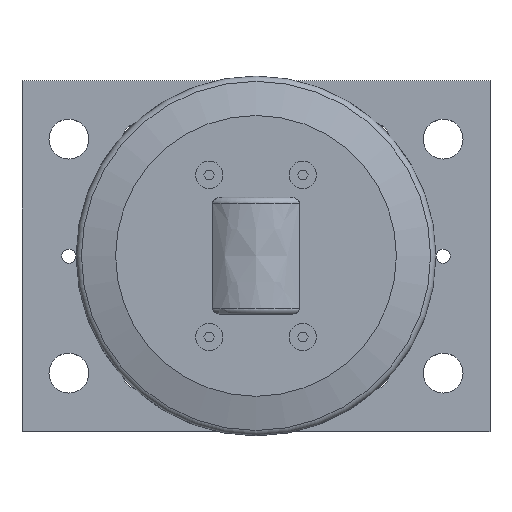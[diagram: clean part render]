
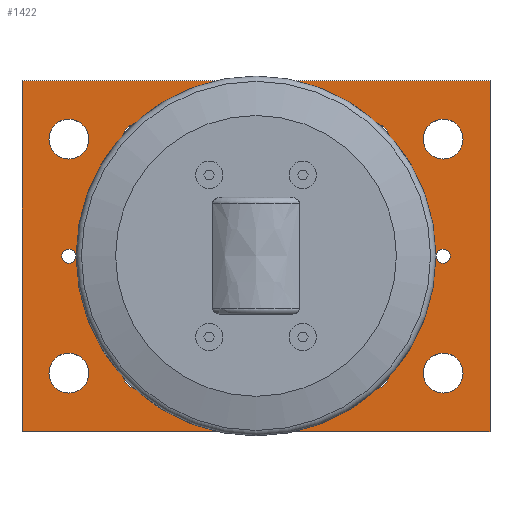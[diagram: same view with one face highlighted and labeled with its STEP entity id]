
A CAD part, top view. The second image highlights one B-rep face of the part: STEP entity #1422.
In plain terms, the highlighted planar face has unit normal (0, 0, 1).
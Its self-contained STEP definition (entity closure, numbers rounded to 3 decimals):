
#49=FACE_BOUND('',#315,.T.);
#50=FACE_BOUND('',#316,.T.);
#51=FACE_BOUND('',#317,.T.);
#52=FACE_BOUND('',#318,.T.);
#53=FACE_BOUND('',#319,.T.);
#54=FACE_BOUND('',#320,.T.);
#55=FACE_BOUND('',#321,.T.);
#56=FACE_BOUND('',#322,.T.);
#57=FACE_BOUND('',#323,.T.);
#58=FACE_BOUND('',#324,.T.);
#59=FACE_BOUND('',#325,.T.);
#101=CIRCLE('',#1547,3.);
#102=CIRCLE('',#1549,3.);
#103=CIRCLE('',#1551,8.5);
#104=CIRCLE('',#1553,8.5);
#105=CIRCLE('',#1555,8.5);
#106=CIRCLE('',#1557,8.5);
#107=CIRCLE('',#1559,6.918);
#108=CIRCLE('',#1560,6.918);
#109=CIRCLE('',#1562,6.918);
#110=CIRCLE('',#1563,6.918);
#111=CIRCLE('',#1565,6.918);
#112=CIRCLE('',#1566,6.918);
#113=CIRCLE('',#1568,6.918);
#114=CIRCLE('',#1569,6.918);
#115=CIRCLE('',#1571,51.);
#219=FACE_OUTER_BOUND('',#314,.T.);
#314=EDGE_LOOP('',(#1242,#1243,#1244,#1245));
#315=EDGE_LOOP('',(#1246,#1247));
#316=EDGE_LOOP('',(#1248,#1249));
#317=EDGE_LOOP('',(#1250,#1251));
#318=EDGE_LOOP('',(#1252,#1253));
#319=EDGE_LOOP('',(#1254));
#320=EDGE_LOOP('',(#1255));
#321=EDGE_LOOP('',(#1256));
#322=EDGE_LOOP('',(#1257));
#323=EDGE_LOOP('',(#1258));
#324=EDGE_LOOP('',(#1259));
#325=EDGE_LOOP('',(#1260));
#436=LINE('',#2367,#557);
#439=LINE('',#2372,#560);
#441=LINE('',#2376,#562);
#443=LINE('',#2379,#564);
#557=VECTOR('',#1880,10.);
#560=VECTOR('',#1885,10.);
#562=VECTOR('',#1889,10.);
#564=VECTOR('',#1893,10.);
#682=VERTEX_POINT('',#2365);
#683=VERTEX_POINT('',#2366);
#684=VERTEX_POINT('',#2371);
#685=VERTEX_POINT('',#2375);
#686=VERTEX_POINT('',#2381);
#687=VERTEX_POINT('',#2385);
#688=VERTEX_POINT('',#2389);
#689=VERTEX_POINT('',#2393);
#690=VERTEX_POINT('',#2397);
#691=VERTEX_POINT('',#2401);
#692=VERTEX_POINT('',#2405);
#693=VERTEX_POINT('',#2406);
#694=VERTEX_POINT('',#2411);
#695=VERTEX_POINT('',#2412);
#696=VERTEX_POINT('',#2417);
#697=VERTEX_POINT('',#2418);
#698=VERTEX_POINT('',#2423);
#699=VERTEX_POINT('',#2424);
#700=VERTEX_POINT('',#2429);
#859=EDGE_CURVE('',#682,#683,#436,.T.);
#862=EDGE_CURVE('',#684,#682,#439,.T.);
#864=EDGE_CURVE('',#685,#684,#441,.T.);
#866=EDGE_CURVE('',#683,#685,#443,.T.);
#867=EDGE_CURVE('',#686,#686,#101,.T.);
#869=EDGE_CURVE('',#687,#687,#102,.T.);
#871=EDGE_CURVE('',#688,#688,#103,.T.);
#873=EDGE_CURVE('',#689,#689,#104,.T.);
#875=EDGE_CURVE('',#690,#690,#105,.T.);
#877=EDGE_CURVE('',#691,#691,#106,.T.);
#879=EDGE_CURVE('',#692,#693,#107,.T.);
#880=EDGE_CURVE('',#693,#692,#108,.T.);
#882=EDGE_CURVE('',#694,#695,#109,.T.);
#883=EDGE_CURVE('',#695,#694,#110,.T.);
#885=EDGE_CURVE('',#696,#697,#111,.T.);
#886=EDGE_CURVE('',#697,#696,#112,.T.);
#888=EDGE_CURVE('',#698,#699,#113,.T.);
#889=EDGE_CURVE('',#699,#698,#114,.T.);
#891=EDGE_CURVE('',#700,#700,#115,.T.);
#1242=ORIENTED_EDGE('',*,*,#866,.F.);
#1243=ORIENTED_EDGE('',*,*,#859,.F.);
#1244=ORIENTED_EDGE('',*,*,#862,.F.);
#1245=ORIENTED_EDGE('',*,*,#864,.F.);
#1246=ORIENTED_EDGE('',*,*,#888,.T.);
#1247=ORIENTED_EDGE('',*,*,#889,.T.);
#1248=ORIENTED_EDGE('',*,*,#885,.T.);
#1249=ORIENTED_EDGE('',*,*,#886,.T.);
#1250=ORIENTED_EDGE('',*,*,#882,.T.);
#1251=ORIENTED_EDGE('',*,*,#883,.T.);
#1252=ORIENTED_EDGE('',*,*,#879,.T.);
#1253=ORIENTED_EDGE('',*,*,#880,.T.);
#1254=ORIENTED_EDGE('',*,*,#877,.T.);
#1255=ORIENTED_EDGE('',*,*,#875,.T.);
#1256=ORIENTED_EDGE('',*,*,#873,.T.);
#1257=ORIENTED_EDGE('',*,*,#871,.T.);
#1258=ORIENTED_EDGE('',*,*,#869,.T.);
#1259=ORIENTED_EDGE('',*,*,#867,.T.);
#1260=ORIENTED_EDGE('',*,*,#891,.T.);
#1353=PLANE('',#1570);
#1422=ADVANCED_FACE('',(#219,#49,#50,#51,#52,#53,#54,#55,#56,#57,#58,#59),
#1353,.T.);
#1547=AXIS2_PLACEMENT_3D('',#2382,#1896,#1897);
#1549=AXIS2_PLACEMENT_3D('',#2386,#1901,#1902);
#1551=AXIS2_PLACEMENT_3D('',#2390,#1906,#1907);
#1553=AXIS2_PLACEMENT_3D('',#2394,#1911,#1912);
#1555=AXIS2_PLACEMENT_3D('',#2398,#1916,#1917);
#1557=AXIS2_PLACEMENT_3D('',#2402,#1921,#1922);
#1559=AXIS2_PLACEMENT_3D('',#2407,#1926,#1927);
#1560=AXIS2_PLACEMENT_3D('',#2408,#1928,#1929);
#1562=AXIS2_PLACEMENT_3D('',#2413,#1933,#1934);
#1563=AXIS2_PLACEMENT_3D('',#2414,#1935,#1936);
#1565=AXIS2_PLACEMENT_3D('',#2419,#1940,#1941);
#1566=AXIS2_PLACEMENT_3D('',#2420,#1942,#1943);
#1568=AXIS2_PLACEMENT_3D('',#2425,#1947,#1948);
#1569=AXIS2_PLACEMENT_3D('',#2426,#1949,#1950);
#1570=AXIS2_PLACEMENT_3D('',#2428,#1952,#1953);
#1571=AXIS2_PLACEMENT_3D('',#2430,#1954,#1955);
#1880=DIRECTION('',(-1.,0.,0.));
#1885=DIRECTION('',(0.,-1.,0.));
#1889=DIRECTION('',(1.,0.,0.));
#1893=DIRECTION('',(0.,1.,0.));
#1896=DIRECTION('center_axis',(0.,0.,-1.));
#1897=DIRECTION('ref_axis',(-1.,0.,0.));
#1901=DIRECTION('center_axis',(0.,0.,-1.));
#1902=DIRECTION('ref_axis',(-1.,0.,0.));
#1906=DIRECTION('center_axis',(0.,0.,-1.));
#1907=DIRECTION('ref_axis',(-1.,0.,0.));
#1911=DIRECTION('center_axis',(0.,0.,-1.));
#1912=DIRECTION('ref_axis',(-1.,0.,0.));
#1916=DIRECTION('center_axis',(0.,0.,-1.));
#1917=DIRECTION('ref_axis',(-1.,0.,0.));
#1921=DIRECTION('center_axis',(0.,0.,-1.));
#1922=DIRECTION('ref_axis',(-1.,0.,0.));
#1926=DIRECTION('center_axis',(0.,0.,-1.));
#1927=DIRECTION('ref_axis',(1.,0.,0.));
#1928=DIRECTION('center_axis',(0.,0.,-1.));
#1929=DIRECTION('ref_axis',(1.,0.,0.));
#1933=DIRECTION('center_axis',(0.,0.,-1.));
#1934=DIRECTION('ref_axis',(1.,0.,0.));
#1935=DIRECTION('center_axis',(0.,0.,-1.));
#1936=DIRECTION('ref_axis',(1.,0.,0.));
#1940=DIRECTION('center_axis',(0.,0.,-1.));
#1941=DIRECTION('ref_axis',(1.,0.,0.));
#1942=DIRECTION('center_axis',(0.,0.,-1.));
#1943=DIRECTION('ref_axis',(1.,0.,0.));
#1947=DIRECTION('center_axis',(0.,0.,-1.));
#1948=DIRECTION('ref_axis',(1.,0.,0.));
#1949=DIRECTION('center_axis',(0.,0.,-1.));
#1950=DIRECTION('ref_axis',(1.,0.,0.));
#1952=DIRECTION('center_axis',(0.,0.,1.));
#1953=DIRECTION('ref_axis',(1.,0.,0.));
#1954=DIRECTION('center_axis',(0.,0.,-1.));
#1955=DIRECTION('ref_axis',(0.,-1.,0.));
#2365=CARTESIAN_POINT('',(200.,0.,20.));
#2366=CARTESIAN_POINT('',(0.,0.,20.));
#2367=CARTESIAN_POINT('',(0.,0.,20.));
#2371=CARTESIAN_POINT('',(200.,150.,20.));
#2372=CARTESIAN_POINT('',(200.,0.,20.));
#2375=CARTESIAN_POINT('',(0.,150.,20.));
#2376=CARTESIAN_POINT('',(200.,150.,20.));
#2379=CARTESIAN_POINT('',(0.,150.,20.));
#2381=CARTESIAN_POINT('',(23.,75.,20.));
#2382=CARTESIAN_POINT('Origin',(20.,75.,20.));
#2385=CARTESIAN_POINT('',(183.,75.,20.));
#2386=CARTESIAN_POINT('Origin',(180.,75.,20.));
#2389=CARTESIAN_POINT('',(188.5,125.,20.));
#2390=CARTESIAN_POINT('Origin',(180.,125.,20.));
#2393=CARTESIAN_POINT('',(188.5,25.,20.));
#2394=CARTESIAN_POINT('Origin',(180.,25.,20.));
#2397=CARTESIAN_POINT('',(28.5,125.,20.));
#2398=CARTESIAN_POINT('Origin',(20.,125.,20.));
#2401=CARTESIAN_POINT('',(28.5,25.,20.));
#2402=CARTESIAN_POINT('Origin',(20.,25.,20.));
#2405=CARTESIAN_POINT('',(56.918,125.,20.));
#2406=CARTESIAN_POINT('',(43.083,125.,20.));
#2407=CARTESIAN_POINT('Origin',(50.,125.,20.));
#2408=CARTESIAN_POINT('Origin',(50.,125.,20.));
#2411=CARTESIAN_POINT('',(156.918,125.,20.));
#2412=CARTESIAN_POINT('',(143.083,125.,20.));
#2413=CARTESIAN_POINT('Origin',(150.,125.,20.));
#2414=CARTESIAN_POINT('Origin',(150.,125.,20.));
#2417=CARTESIAN_POINT('',(156.918,25.,20.));
#2418=CARTESIAN_POINT('',(143.083,25.,20.));
#2419=CARTESIAN_POINT('Origin',(150.,25.,20.));
#2420=CARTESIAN_POINT('Origin',(150.,25.,20.));
#2423=CARTESIAN_POINT('',(56.918,25.,20.));
#2424=CARTESIAN_POINT('',(43.083,25.,20.));
#2425=CARTESIAN_POINT('Origin',(50.,25.,20.));
#2426=CARTESIAN_POINT('Origin',(50.,25.,20.));
#2428=CARTESIAN_POINT('Origin',(100.,75.,20.));
#2429=CARTESIAN_POINT('',(100.,126.,20.));
#2430=CARTESIAN_POINT('Origin',(100.,75.,20.));
